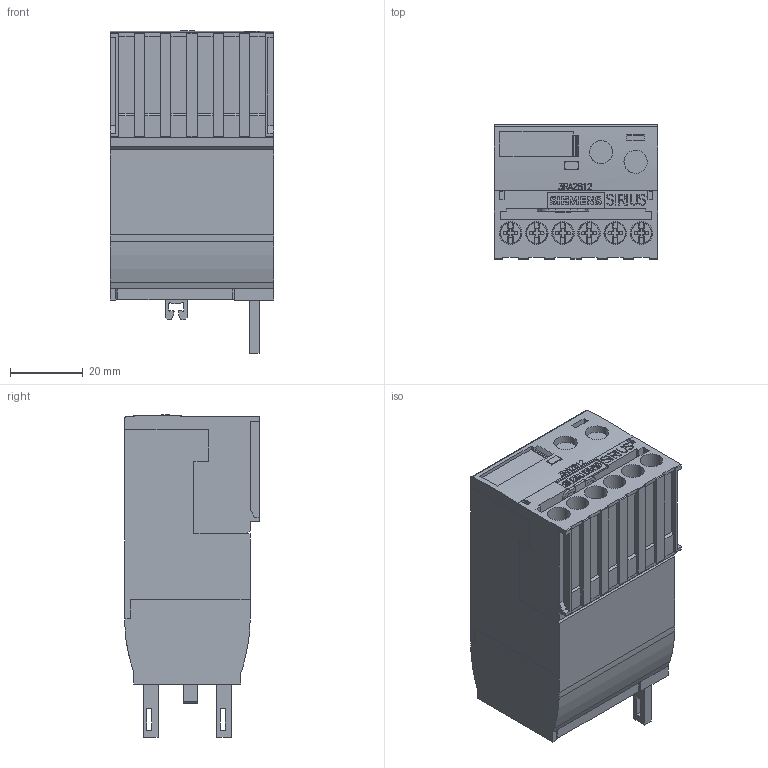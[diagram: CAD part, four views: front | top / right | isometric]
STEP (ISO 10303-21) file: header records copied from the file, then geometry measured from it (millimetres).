
FILE_DESCRIPTION(('STEP AP214'),'1');
FILE_NAME('cctmp_6AC71A48-D839-42BF-BE68-C93B2644F286_2023_07_18_12_13_32_0812..stp','2023-07-18T10:13:33',('SIEMENS A&D'),('CADClick - www.CADClick.com'),'Spatial InterOp 3D postprocessed',' ','unknown authorization');
FILE_SCHEMA(('AUTOMOTIVE_DESIGN'));
Length unit declared in the file: millimetre
Products named in the file (3): cc_unnamed; 2023_07_18_12_13_32_0750; 2023_07_18_12_13_32_0718
Assembly tree (2 placements, depth 2):
  cc_unnamed
    2023_07_18_12_13_32_0750
    2023_07_18_12_13_32_0718
Bounding box: 45 x 37.05 x 88.85 mm (x, y, z)
Volume: 111433.8 mm3; surface area: 22882.8 mm2
Topology: 2 solids, 6 shells, 966 faces, 2688 edges, 1790 vertices
Faces by surface type: plane 799, cylinder 131, cone 36
Entity records: 51834 total; most frequent: CARTESIAN_POINT 5677, STYLED_ITEM 5446, PRESENTATION_STYLE_ASSIGNMENT 5446, ORIENTED_EDGE 5376, DIRECTION 5105, EDGE_CURVE 2688, CURVE_STYLE 2688, DRAUGHTING_PRE_DEFINED_CURVE_FONT 2688
